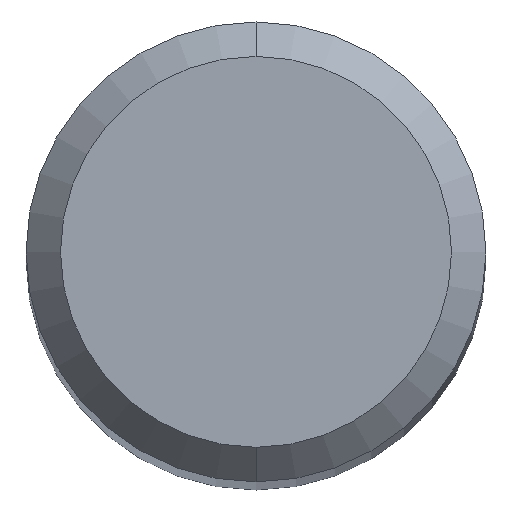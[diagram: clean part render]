
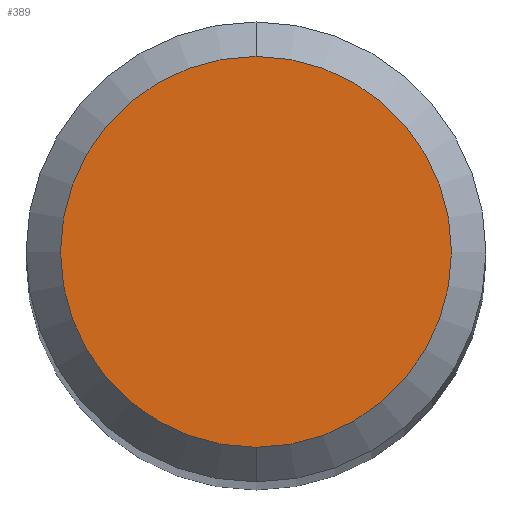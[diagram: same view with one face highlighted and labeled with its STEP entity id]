
A CAD part, top view. The second image highlights one B-rep face of the part: STEP entity #389.
In plain terms, the highlighted planar face has unit normal (0, 0, 1).
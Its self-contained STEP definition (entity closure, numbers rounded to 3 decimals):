
#389=ADVANCED_FACE('',(#1120),#1121,.T.);
#457=VERTEX_POINT('',#1194);
#475=VERTEX_POINT('',#1212);
#559=EDGE_CURVE('',#475,#457,#1307,.T.);
#565=EDGE_CURVE('',#457,#475,#1313,.T.);
#1120=FACE_OUTER_BOUND('',#1907,.T.);
#1121=PLANE('',#1908);
#1194=CARTESIAN_POINT('',(0.,-1.7,0.0));
#1212=CARTESIAN_POINT('',(0.0,1.7,0.0));
#1307=CIRCLE('',#2608,1.7);
#1313=CIRCLE('',#2615,1.7);
#1907=EDGE_LOOP('',(#4896,#4897));
#1908=AXIS2_PLACEMENT_3D('',#4898,#4899,#4900);
#2608=AXIS2_PLACEMENT_3D('',#5089,#5090,#5091);
#2615=AXIS2_PLACEMENT_3D('',#5092,#5093,#5094);
#4896=ORIENTED_EDGE('',*,*,#559,.F.);
#4897=ORIENTED_EDGE('',*,*,#565,.F.);
#4898=CARTESIAN_POINT('',(0.0,0.85,0.0));
#4899=DIRECTION('',(-0.0,0.0,1.0));
#4900=DIRECTION('',(0.0,-1.0,0.0));
#5089=CARTESIAN_POINT('',(0.0,0.0,0.0));
#5090=DIRECTION('',(0.0,0.0,-1.0));
#5091=DIRECTION('',(0.0,1.0,0.0));
#5092=CARTESIAN_POINT('',(0.0,0.0,0.0));
#5093=DIRECTION('',(0.0,0.0,-1.0));
#5094=DIRECTION('',(0.0,1.0,0.0));
